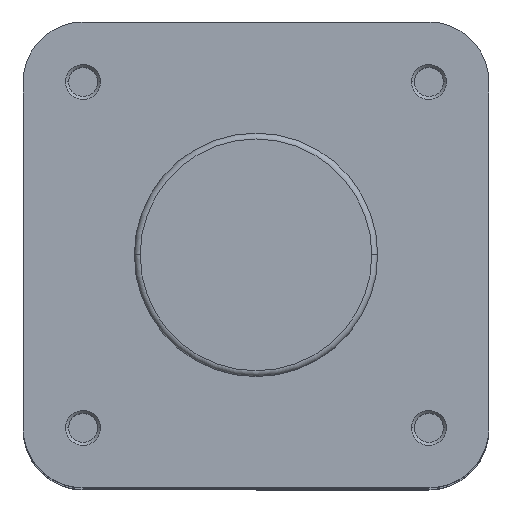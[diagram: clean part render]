
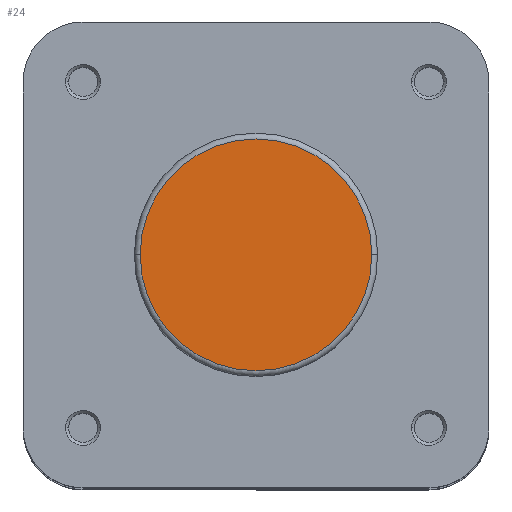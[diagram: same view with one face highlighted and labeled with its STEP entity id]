
A CAD part, top view. The second image highlights one B-rep face of the part: STEP entity #24.
In plain terms, the highlighted planar face has unit normal (0, 0, 1).
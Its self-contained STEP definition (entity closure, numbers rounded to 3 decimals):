
#24 = ADVANCED_FACE ( 'NONE', ( #4247 ), #5489, .F. ) ;
#406 = EDGE_CURVE ( 'NONE', #6264, #6263, #4807, .T. ) ;
#1316 = CARTESIAN_POINT ( 'NONE',  ( 0., 0., 0. ) ) ;
#1317 = DIRECTION ( 'NONE',  ( 0., 0., 1. ) ) ;
#1318 = DIRECTION ( 'NONE',  ( -1., 0., 0. ) ) ;
#1726 = CARTESIAN_POINT ( 'NONE',  ( 0., 0., 0. ) ) ;
#1733 = DIRECTION ( 'NONE',  ( 0., 0., 1. ) ) ;
#1734 = DIRECTION ( 'NONE',  ( -1., 0., 0. ) ) ;
#1748 = CIRCLE ( 'NONE', #3830, 19.9 ) ;
#2869 = CARTESIAN_POINT ( 'NONE',  ( -19.9, 0., 0. ) ) ;
#2870 = CARTESIAN_POINT ( 'NONE',  ( 19.9, 0., 0. ) ) ;
#3108 = ORIENTED_EDGE ( 'NONE', *, *, #406, .T. ) ;
#3109 = ORIENTED_EDGE ( 'NONE', *, *, #3459, .T. ) ;
#3459 = EDGE_CURVE ( 'NONE', #6263, #6264, #1748, .T. ) ;
#3541 = AXIS2_PLACEMENT_3D ( 'NONE', #5490, #5486, #5485 ) ;
#3715 = AXIS2_PLACEMENT_3D ( 'NONE', #1316, #1317, #1318 ) ;
#3830 = AXIS2_PLACEMENT_3D ( 'NONE', #1726, #1733, #1734 ) ;
#4084 = EDGE_LOOP ( 'NONE', ( #3109, #3108 ) ) ;
#4247 = FACE_OUTER_BOUND ( 'NONE', #4084, .T. ) ;
#4807 = CIRCLE ( 'NONE', #3715, 19.9 ) ;
#5485 = DIRECTION ( 'NONE',  ( -1., 0., 0. ) ) ;
#5486 = DIRECTION ( 'NONE',  ( 0., 0., -1. ) ) ;
#5489 = PLANE ( 'NONE',  #3541 ) ;
#5490 = CARTESIAN_POINT ( 'NONE',  ( 0., 20.9, 0. ) ) ;
#6263 = VERTEX_POINT ( 'NONE', #2869 ) ;
#6264 = VERTEX_POINT ( 'NONE', #2870 ) ;
